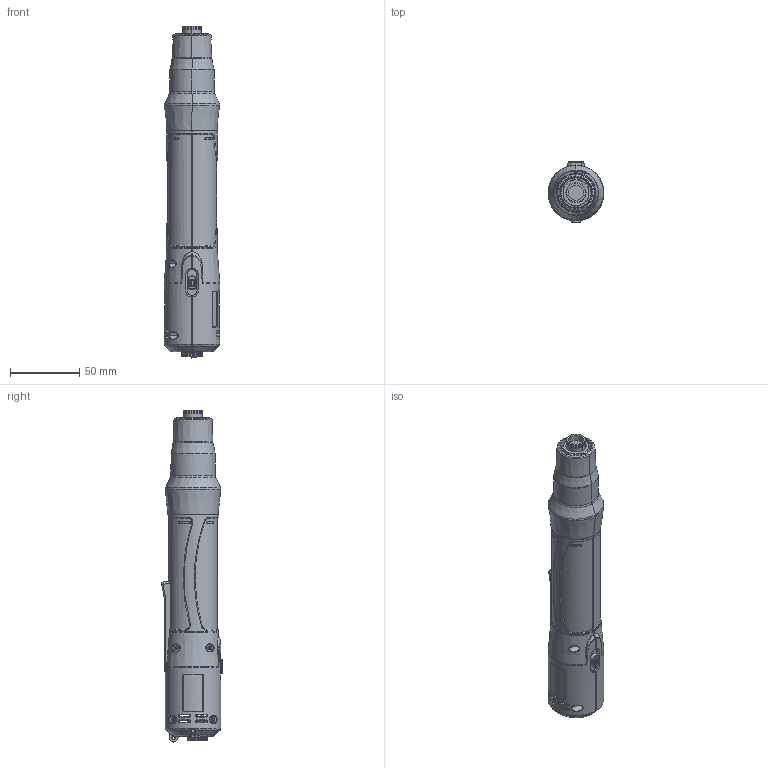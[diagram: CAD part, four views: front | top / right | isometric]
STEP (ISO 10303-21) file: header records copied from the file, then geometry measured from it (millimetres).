
FILE_DESCRIPTION((''),'2;1');
FILE_NAME('4221000272_DIM_ASM','2019-12-19T18:21:38',('INEextrab'),(''),'CREO PARAMETRIC BY PTC INC, 2018100','CREO PARAMETRIC BY PTC INC, 2018100','');
FILE_SCHEMA(('AP242_MANAGED_MODEL_BASED_3D_ENGINEERING_MIM_LF { 1 0 10303 442 1 1 4 }'));
Length unit declared in the file: inch
Products named in the file (4): EXT_COMP_SW0068; 4221000418; 4221000403; 4221000272_DIM_ASM
Assembly tree (3 placements, depth 2):
  4221000272_DIM_ASM
    EXT_COMP_SW0068
    4221000418
    4221000403
Bounding box: 40 x 43.68 x 238.92 mm (x, y, z)
Volume: 123161.6 mm3; surface area: 87325.2 mm2
Topology: 9 solids, 13 shells, 3196 faces, 8674 edges, 5522 vertices
Faces by surface type: plane 1388, cylinder 806, bspline 521, torus 217, cone 208, sphere 38, extrusion 18
Entity records: 167419 total; most frequent: CARTESIAN_POINT 94626, ORIENTED_EDGE 17203, DIRECTION 11993, EDGE_CURVE 8612, VERTEX_POINT 5522, AXIS2_PLACEMENT_3D 4175, VECTOR 3643, LINE 3625
